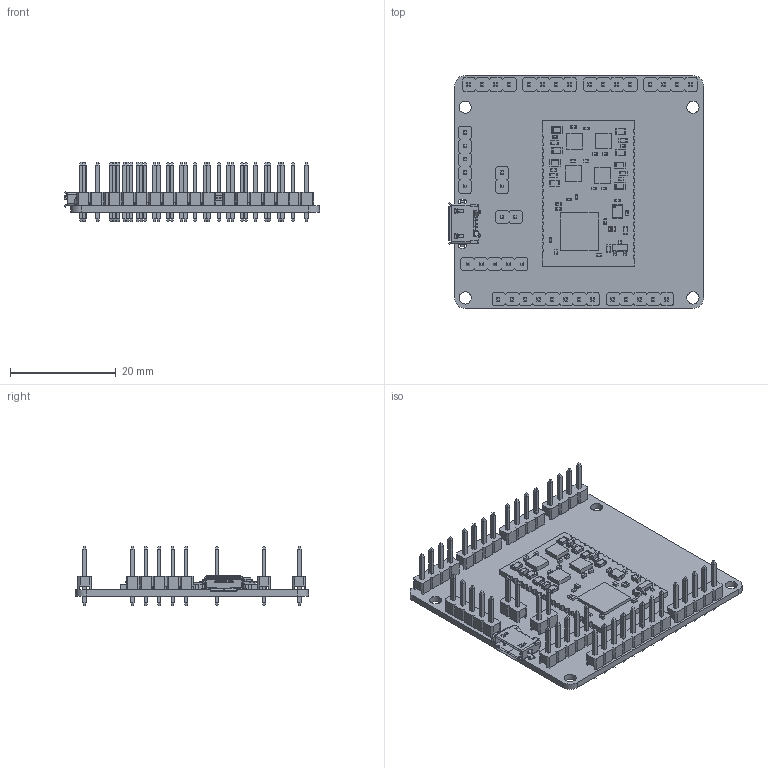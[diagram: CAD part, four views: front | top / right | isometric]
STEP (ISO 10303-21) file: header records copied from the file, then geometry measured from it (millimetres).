
FILE_DESCRIPTION(('Open CASCADE Model'),'2;1');
FILE_NAME('Open CASCADE Shape Model','2020-09-11T10:09:21',('Author'),( 'Open CASCADE'),'Open CASCADE STEP processor 6.8','Open CASCADE 6.8' ,'Unknown');
FILE_SCHEMA(('AUTOMOTIVE_DESIGN { 1 0 10303 214 1 1 1 1 }'));
Length unit declared in the file: millimetre
Products named in the file (81): PCB; Board; P10; pin_header_aw140-eg-g02d; P9; P8; pin_header_aw140-eg-g05d; P11; 629105150921; 629105150921_Housing; 629105150921_Pin; 629105150921_Shielding; M1; SCE2-M; C13; CAPC1005X56N_EIA_0402; C14; Y1; User_Library-Osc_KC2520; User_Library-Osc_KC2520_Imported_4; User_Library-Osc_KC2520_Imported_5; C1; CAPC1608X92N_EIA_0603; C2; U2; SOT23-3; U4; 825125784; Extruded; U3; U5; U6; R11; RESC2012X60N_EIA_0805; R8; R9; R6; R10; R12; R5 ...
Assembly tree (127 placements, depth 6):
  PCB
    Board
    P10
      pin_header_aw140-eg-g02d
    P9
      pin_header_aw140-eg-g02d
    P8
      pin_header_aw140-eg-g05d
    P11
      629105150921
        629105150921_Housing
        629105150921_Pin  x5
        629105150921_Shielding
    M1
      SCE2-M
        Board
        C13
          CAPC1005X56N_EIA_0402
        C14
          CAPC1005X56N_EIA_0402
        Y1
          User_Library-Osc_KC2520
            User_Library-Osc_KC2520_Imported_4
            User_Library-Osc_KC2520_Imported_5
        C1
          CAPC1608X92N_EIA_0603
        C2
          CAPC1608X92N_EIA_0603
        U2
          SOT23-3
        U4
          825125784
            Extruded
        U3
          825125784
            Extruded
        U5
          825125784
            Extruded
        U6
          825125784
            Extruded
        R11
          RESC2012X60N_EIA_0805
        R8
          RESC2012X60N_EIA_0805
        R9
          RESC2012X60N_EIA_0805
        R6
          RESC2012X60N_EIA_0805
        R10
          RESC2012X60N_EIA_0805
        R12
          RESC2012X60N_EIA_0805
        R5
          RESC2012X60N_EIA_0805
        R7
          RESC2012X60N_EIA_0805
        C5
          CAPC1005X56N_EIA_0402
Bounding box: 48.17 x 44 x 11.2 mm (x, y, z)
Volume: 3709.3 mm3; surface area: 8594.3 mm2
Topology: 65 solids, 65 shells, 3723 faces, 8926 edges, 5098 vertices
Faces by surface type: plane 2306, cylinder 1089, sphere 304, bspline 22, cone 2
Full cylindrical faces by diameter (mm): 0.813 x14, 0.9 x29, 2.3 x4
Entity records: 61400 total; most frequent: CARTESIAN_POINT 8570, ORIENTED_EDGE 7660, DIRECTION 7632, EDGE_CURVE 3830, LINE 3074, VECTOR 3074, PRESENTATION_STYLE_ASSIGNMENT 2682, VERTEX_POINT 2426
